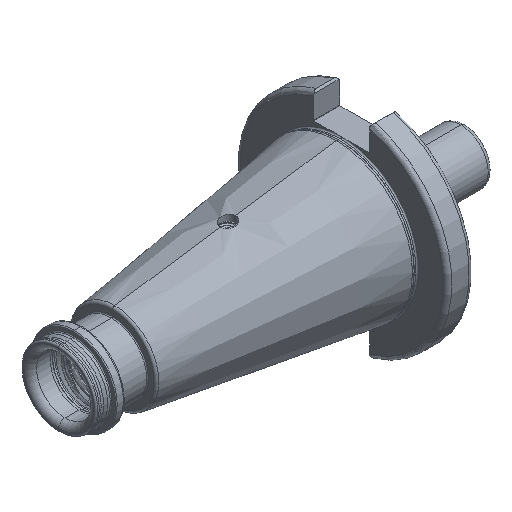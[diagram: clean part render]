
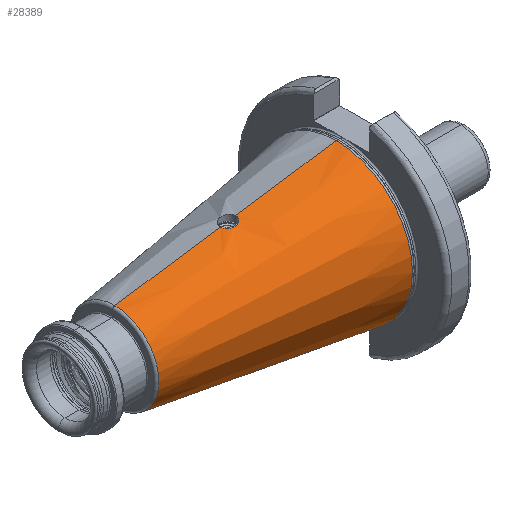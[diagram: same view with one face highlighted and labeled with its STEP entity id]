
A CAD part, isometric view. The second image highlights one B-rep face of the part: STEP entity #28389.
In plain terms, the highlighted conical face has half-angle 8.297 degrees and reference radius 35.027 mm.
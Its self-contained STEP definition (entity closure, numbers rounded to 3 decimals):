
#236 = CARTESIAN_POINT ( 'NONE',  ( -110.123, 0., 20.207 ) ) ;
#468 = CARTESIAN_POINT ( 'NONE',  ( -8.5, 0., -35.027 ) ) ;
#486 = CARTESIAN_POINT ( 'NONE',  ( -8.5, 0., 35.027 ) ) ;
#1777 = CARTESIAN_POINT ( 'NONE',  ( -110.123, 0., -20.207 ) ) ;
#5835 = DIRECTION ( 'NONE',  ( 0., 0., 1. ) ) ;
#5867 = DIRECTION ( 'NONE',  ( -1., 0., 0. ) ) ;
#5870 = CARTESIAN_POINT ( 'NONE',  ( -110.123, 0., 0. ) ) ;
#8067 = AXIS2_PLACEMENT_3D ( 'NONE', #8740, #8741, #8743 ) ;
#8311 = AXIS2_PLACEMENT_3D ( 'NONE', #26290, #26257, #26271 ) ;
#8344 = AXIS2_PLACEMENT_3D ( 'NONE', #5870, #5867, #5835 ) ;
#8740 = CARTESIAN_POINT ( 'NONE',  ( -8.5, 0., 0. ) ) ;
#8741 = DIRECTION ( 'NONE',  ( 1., 0., 0. ) ) ;
#8743 = DIRECTION ( 'NONE',  ( 0., 0., -1. ) ) ;
#15140 = CIRCLE ( 'NONE', #8344, 20.207 ) ;
#15146 = CIRCLE ( 'NONE', #8311, 35.027 ) ;
#15873 = VECTOR ( 'NONE', #18249, 1000. ) ;
#15885 = LINE ( 'NONE', #18500, #15886 ) ;
#15886 = VECTOR ( 'NONE', #18468, 1000. ) ;
#15888 = VECTOR ( 'NONE', #18382, 1000. ) ;
#15892 = LINE ( 'NONE', #18390, #15888 ) ;
#15900 = LINE ( 'NONE', #18245, #15873 ) ;
#16373 = EDGE_LOOP ( 'NONE', ( #34482, #34495, #34479, #34462, #34473, #34746 ) ) ;
#17139 = VERTEX_POINT ( 'NONE', #18047 ) ;
#17193 = VERTEX_POINT ( 'NONE', #18103 ) ;
#18047 = CARTESIAN_POINT ( 'NONE',  ( -61.7, 0., 27.269 ) ) ;
#18103 = CARTESIAN_POINT ( 'NONE',  ( -54.7, 0., 28.29 ) ) ;
#18245 = CARTESIAN_POINT ( 'NONE',  ( -8.5, 0., 35.027 ) ) ;
#18249 = DIRECTION ( 'NONE',  ( 0.99, 0., 0.144 ) ) ;
#18382 = DIRECTION ( 'NONE',  ( 0.99, 0., 0.144 ) ) ;
#18390 = CARTESIAN_POINT ( 'NONE',  ( -8.5, 0., 35.027 ) ) ;
#18468 = DIRECTION ( 'NONE',  ( 0.99, 0., -0.144 ) ) ;
#18500 = CARTESIAN_POINT ( 'NONE',  ( -8.5, 0., -35.027 ) ) ;
#19367 = EDGE_CURVE ( 'NONE', #17193, #34541, #15900, .T. ) ;
#19384 = EDGE_CURVE ( 'NONE', #34319, #17139, #15892, .T. ) ;
#19400 = EDGE_CURVE ( 'NONE', #34310, #34543, #15885, .T. ) ;
#19620 = EDGE_CURVE ( 'NONE', #34543, #34541, #15146, .T. ) ;
#19639 = EDGE_CURVE ( 'NONE', #34310, #34319, #15140, .T. ) ;
#20345 = EDGE_CURVE ( 'NONE', #17139, #17193, #33819, .T. ) ;
#21355 = FACE_OUTER_BOUND ( 'NONE', #16373, .T. ) ;
#21431 = CONICAL_SURFACE ( 'NONE', #8067, 35.027, 0.145 ) ;
#26257 = DIRECTION ( 'NONE',  ( -1., 0., 0. ) ) ;
#26271 = DIRECTION ( 'NONE',  ( 0., 0., 1. ) ) ;
#26290 = CARTESIAN_POINT ( 'NONE',  ( -8.5, 0., 0. ) ) ;
#28389 = ADVANCED_FACE ( 'NONE', ( #21355 ), #21431, .T. ) ;
#29663 = CARTESIAN_POINT ( 'NONE',  ( -59.728, -3.157, 27.375 ) ) ;
#29665 = CARTESIAN_POINT ( 'NONE',  ( -61.232, -1.763, 27.281 ) ) ;
#29669 = CARTESIAN_POINT ( 'NONE',  ( -57.723, -3.475, 27.631 ) ) ;
#29670 = CARTESIAN_POINT ( 'NONE',  ( -55.566, -2.315, 28.069 ) ) ;
#29678 = CARTESIAN_POINT ( 'NONE',  ( -61.678, -0.458, 27.269 ) ) ;
#29680 = CARTESIAN_POINT ( 'NONE',  ( -61.7, 0., 27.269 ) ) ;
#29681 = CARTESIAN_POINT ( 'NONE',  ( -61.7, -0.23, 27.269 ) ) ;
#29685 = CARTESIAN_POINT ( 'NONE',  ( -61.587, -0.913, 27.271 ) ) ;
#29686 = CARTESIAN_POINT ( 'NONE',  ( -57.057, -3.316, 27.749 ) ) ;
#29687 = CARTESIAN_POINT ( 'NONE',  ( -56.641, -3.141, 27.83 ) ) ;
#29690 = CARTESIAN_POINT ( 'NONE',  ( -58.403, -3.501, 27.528 ) ) ;
#29693 = CARTESIAN_POINT ( 'NONE',  ( -57.274, -3.383, 27.709 ) ) ;
#29694 = CARTESIAN_POINT ( 'NONE',  ( -59.084, -3.394, 27.441 ) ) ;
#29701 = CARTESIAN_POINT ( 'NONE',  ( -56.061, -2.779, 27.954 ) ) ;
#29703 = CARTESIAN_POINT ( 'NONE',  ( -55.886, -2.636, 27.993 ) ) ;
#29705 = CARTESIAN_POINT ( 'NONE',  ( -59.934, -3.049, 27.357 ) ) ;
#29707 = CARTESIAN_POINT ( 'NONE',  ( -55.418, -2.136, 28.104 ) ) ;
#29713 = CARTESIAN_POINT ( 'NONE',  ( -54.723, -0.461, 28.283 ) ) ;
#29718 = CARTESIAN_POINT ( 'NONE',  ( -61.342, -1.558, 27.277 ) ) ;
#29720 = CARTESIAN_POINT ( 'NONE',  ( -59.302, -3.33, 27.417 ) ) ;
#29724 = CARTESIAN_POINT ( 'NONE',  ( -58.634, -3.481, 27.497 ) ) ;
#29730 = CARTESIAN_POINT ( 'NONE',  ( -57.949, -3.498, 27.595 ) ) ;
#29733 = CARTESIAN_POINT ( 'NONE',  ( -55.057, -1.557, 28.195 ) ) ;
#29736 = CARTESIAN_POINT ( 'NONE',  ( -55.165, -1.758, 28.168 ) ) ;
#29738 = CARTESIAN_POINT ( 'NONE',  ( -54.813, -0.911, 28.259 ) ) ;
#29742 = CARTESIAN_POINT ( 'NONE',  ( -60.825, -2.326, 27.298 ) ) ;
#29743 = CARTESIAN_POINT ( 'NONE',  ( -60.317, -2.796, 27.328 ) ) ;
#29745 = CARTESIAN_POINT ( 'NONE',  ( -54.7, -0.233, 28.29 ) ) ;
#29751 = CARTESIAN_POINT ( 'NONE',  ( -54.881, -1.134, 28.241 ) ) ;
#29757 = CARTESIAN_POINT ( 'NONE',  ( -56.439, -3.033, 27.872 ) ) ;
#29758 = CARTESIAN_POINT ( 'NONE',  ( -60.973, -2.147, 27.291 ) ) ;
#29760 = CARTESIAN_POINT ( 'NONE',  ( -60.496, -2.652, 27.316 ) ) ;
#29762 = CARTESIAN_POINT ( 'NONE',  ( -61.519, -1.135, 27.272 ) ) ;
#29776 = CARTESIAN_POINT ( 'NONE',  ( -54.7, 0., 28.29 ) ) ;
#33819 = B_SPLINE_CURVE_WITH_KNOTS ( 'NONE', 3,
 ( #29680, #29681, #29678, #29685, #29762, #29718, #29665, #29758, #29742, #29760, #29743, #29705, #29663, #29720, #29694, #29724, #29690, #29730, #29669, #29693, #29686, #29687, #29757, #29701, #29703, #29670, #29707, #29736, #29733, #29751, #29738, #29713, #29745, #29776 ),
 .UNSPECIFIED., .F., .F.,
 ( 4, 2, 2, 2, 2, 2, 2, 2, 2, 2, 2, 2, 2, 2, 2, 2, 4 ),
 ( 0.019, 0.02, 0.021, 0.021, 0.022, 0.023, 0.023, 0.024, 0.025, 0.026, 0.026, 0.027, 0.028, 0.028, 0.029, 0.03, 0.03 ),
 .UNSPECIFIED. ) ;
#34310 = VERTEX_POINT ( 'NONE', #1777 ) ;
#34319 = VERTEX_POINT ( 'NONE', #236 ) ;
#34462 = ORIENTED_EDGE ( 'NONE', *, *, #19620, .T. ) ;
#34473 = ORIENTED_EDGE ( 'NONE', *, *, #19367, .F. ) ;
#34479 = ORIENTED_EDGE ( 'NONE', *, *, #19400, .T. ) ;
#34482 = ORIENTED_EDGE ( 'NONE', *, *, #19384, .F. ) ;
#34495 = ORIENTED_EDGE ( 'NONE', *, *, #19639, .F. ) ;
#34541 = VERTEX_POINT ( 'NONE', #486 ) ;
#34543 = VERTEX_POINT ( 'NONE', #468 ) ;
#34746 = ORIENTED_EDGE ( 'NONE', *, *, #20345, .F. ) ;
